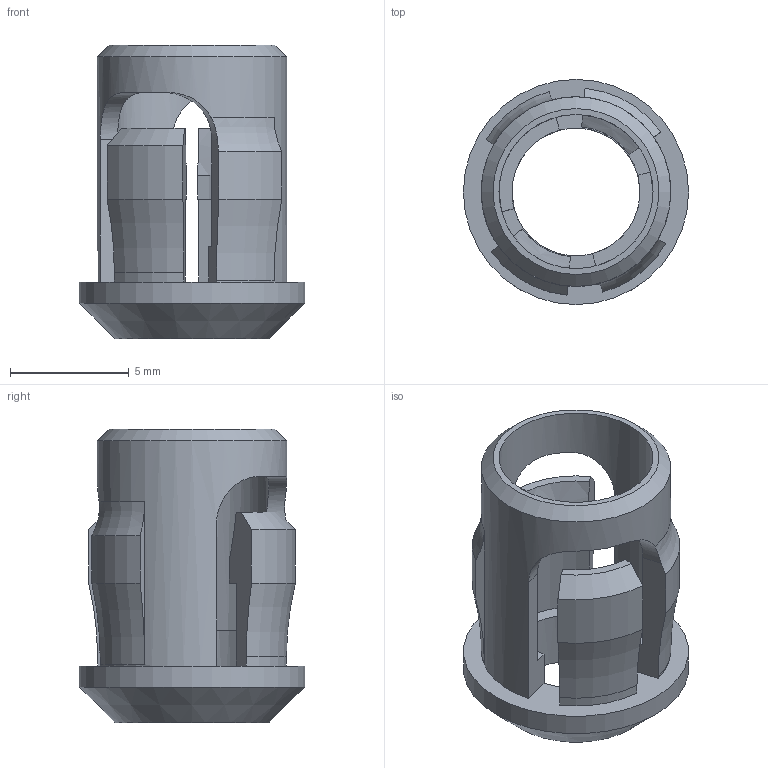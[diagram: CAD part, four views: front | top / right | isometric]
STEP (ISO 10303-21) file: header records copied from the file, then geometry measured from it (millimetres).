
FILE_DESCRIPTION(/* description */ (''),/* implementation_level */ '2;1');
FILE_NAME(/* name */ 'LED_Mount.step',/* time_stamp */ '2023-10-25T16:54:22+02:00',/* author */ (''),/* organization */ (''),/* preprocessor_version */ 'ST-DEVELOPER v20',/* originating_system */ 'Autodesk Translation Framework v12.14.0.127',/* authorisation */ '');
FILE_SCHEMA (('AUTOMOTIVE_DESIGN { 1 0 10303 214 3 1 1 }'));
Length unit declared in the file: millimetre
Products named in the file (1): LED_Mount
Bounding box: 9.5 x 9.5 x 12.4 mm (x, y, z)
Volume: 248.6 mm3; surface area: 612.9 mm2
Topology: 1 solids, 1 shells, 51 faces, 149 edges, 99 vertices
Faces by surface type: plane 21, cylinder 18, torus 6, cone 4, bspline 2
Full cylindrical faces by diameter (mm): 5.4 x1, 6.5 x1, 8 x1, 9.5 x1
Entity records: 1856 total; most frequent: CARTESIAN_POINT 410, DIRECTION 306, ORIENTED_EDGE 298, EDGE_CURVE 149, AXIS2_PLACEMENT_3D 117, VERTEX_POINT 99, LINE 72, VECTOR 72
